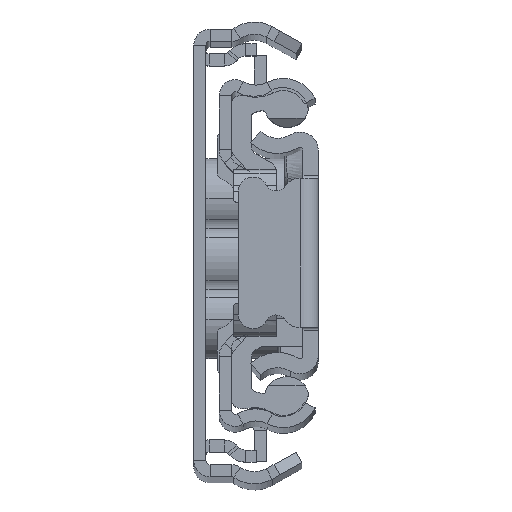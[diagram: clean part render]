
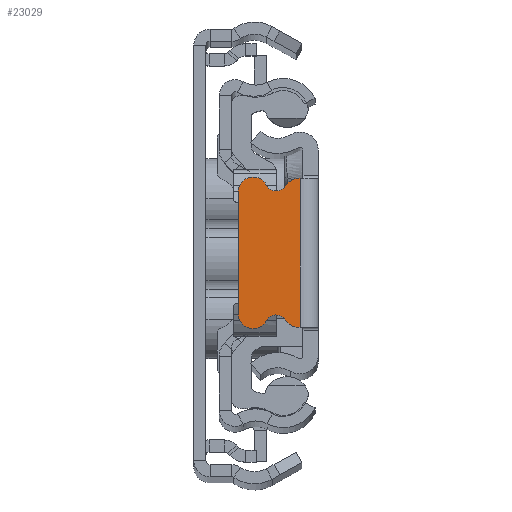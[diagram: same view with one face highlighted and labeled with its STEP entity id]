
A CAD part, top view. The second image highlights one B-rep face of the part: STEP entity #23029.
In plain terms, the highlighted planar face has unit normal (0, 0, 1).
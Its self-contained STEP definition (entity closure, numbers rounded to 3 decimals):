
#184 = ORIENTED_EDGE ( 'NONE', *, *, #22872, .F. ) ;
#490 = EDGE_CURVE ( 'NONE', #21745, #18628, #3026, .T. ) ;
#635 = PLANE ( 'NONE',  #6621 ) ;
#1872 = DIRECTION ( 'NONE',  ( 1., 0., 0. ) ) ;
#2284 = CARTESIAN_POINT ( 'NONE',  ( -6.429, -6., 0. ) ) ;
#2608 = VERTEX_POINT ( 'NONE', #8835 ) ;
#2777 = DIRECTION ( 'NONE',  ( 1., 0., 0. ) ) ;
#2978 = ORIENTED_EDGE ( 'NONE', *, *, #18969, .F. ) ;
#3026 = CIRCLE ( 'NONE', #24345, 1.1 ) ;
#3171 = ORIENTED_EDGE ( 'NONE', *, *, #21867, .T. ) ;
#3357 = CARTESIAN_POINT ( 'NONE',  ( -7.929, 6., 0. ) ) ;
#3553 = EDGE_CURVE ( 'NONE', #6599, #13839, #19440, .T. ) ;
#3640 = DIRECTION ( 'NONE',  ( -1., 0., 0. ) ) ;
#3687 = LINE ( 'NONE', #25340, #14539 ) ;
#4365 = DIRECTION ( 'NONE',  ( 0., 0., 1. ) ) ;
#4897 = VERTEX_POINT ( 'NONE', #17382 ) ;
#5224 = CARTESIAN_POINT ( 'NONE',  ( -1.929, 7.37, 0. ) ) ;
#5338 = CARTESIAN_POINT ( 'NONE',  ( -1.75, -7.37, 0. ) ) ;
#5574 = CARTESIAN_POINT ( 'NONE',  ( -6.429, 6., 0. ) ) ;
#6422 = ORIENTED_EDGE ( 'NONE', *, *, #11035, .T. ) ;
#6599 = VERTEX_POINT ( 'NONE', #5224 ) ;
#6621 = AXIS2_PLACEMENT_3D ( 'NONE', #21955, #4365, #12205 ) ;
#6623 = DIRECTION ( 'NONE',  ( 0., 0., -1. ) ) ;
#7827 = CIRCLE ( 'NONE', #15675, 1.5 ) ;
#7984 = CARTESIAN_POINT ( 'NONE',  ( -3.206, -6.658, 0. ) ) ;
#8104 = DIRECTION ( 'NONE',  ( 0., 0., 1. ) ) ;
#8225 = VECTOR ( 'NONE', #1872, 1000. ) ;
#8358 = DIRECTION ( 'NONE',  ( 1., 0., 0. ) ) ;
#8562 = CARTESIAN_POINT ( 'NONE',  ( -4.142, 7.236, 0. ) ) ;
#8835 = CARTESIAN_POINT ( 'NONE',  ( -7.929, -6., 0. ) ) ;
#9303 = EDGE_CURVE ( 'NONE', #18628, #4897, #23457, .T. ) ;
#9769 = CARTESIAN_POINT ( 'NONE',  ( -1.75, 0., 0. ) ) ;
#10411 = ORIENTED_EDGE ( 'NONE', *, *, #11347, .T. ) ;
#10428 = EDGE_LOOP ( 'NONE', ( #184, #13903, #6422, #3171, #13416, #20138, #10411, #15608, #16900, #2978 ) ) ;
#10490 = DIRECTION ( 'NONE',  ( 0., 0., 1. ) ) ;
#10611 = VERTEX_POINT ( 'NONE', #17740 ) ;
#11035 = EDGE_CURVE ( 'NONE', #6599, #10611, #13584, .T. ) ;
#11347 = EDGE_CURVE ( 'NONE', #2608, #21745, #20915, .T. ) ;
#11525 = DIRECTION ( 'NONE',  ( 0., -1., 0. ) ) ;
#11758 = EDGE_CURVE ( 'NONE', #18202, #12158, #7827, .T. ) ;
#12158 = VERTEX_POINT ( 'NONE', #3357 ) ;
#12205 = DIRECTION ( 'NONE',  ( 1., 0., 0. ) ) ;
#13416 = ORIENTED_EDGE ( 'NONE', *, *, #11758, .T. ) ;
#13584 = CIRCLE ( 'NONE', #20516, 1.5 ) ;
#13839 = VERTEX_POINT ( 'NONE', #15412 ) ;
#13881 = LINE ( 'NONE', #9769, #14032 ) ;
#13903 = ORIENTED_EDGE ( 'NONE', *, *, #3553, .F. ) ;
#14010 = DIRECTION ( 'NONE',  ( 0., 0., -1. ) ) ;
#14032 = VECTOR ( 'NONE', #23366, 1000. ) ;
#14222 = CARTESIAN_POINT ( 'NONE',  ( -5.109, -6.713, 0. ) ) ;
#14539 = VECTOR ( 'NONE', #11525, 1000. ) ;
#14946 = CARTESIAN_POINT ( 'NONE',  ( -5.109, 6.713, 0. ) ) ;
#15295 = AXIS2_PLACEMENT_3D ( 'NONE', #23988, #8104, #8358 ) ;
#15303 = CARTESIAN_POINT ( 'NONE',  ( -1.929, -7.37, 0. ) ) ;
#15412 = CARTESIAN_POINT ( 'NONE',  ( -1.75, 7.37, 0. ) ) ;
#15608 = ORIENTED_EDGE ( 'NONE', *, *, #490, .T. ) ;
#15675 = AXIS2_PLACEMENT_3D ( 'NONE', #5574, #16510, #3640 ) ;
#16383 = DIRECTION ( 'NONE',  ( 1., 0., 0. ) ) ;
#16510 = DIRECTION ( 'NONE',  ( 0., 0., 1. ) ) ;
#16900 = ORIENTED_EDGE ( 'NONE', *, *, #9303, .T. ) ;
#17382 = CARTESIAN_POINT ( 'NONE',  ( -1.929, -7.37, 0. ) ) ;
#17740 = CARTESIAN_POINT ( 'NONE',  ( -3.206, 6.658, 0. ) ) ;
#18095 = FACE_OUTER_BOUND ( 'NONE', #10428, .T. ) ;
#18110 = VERTEX_POINT ( 'NONE', #5338 ) ;
#18202 = VERTEX_POINT ( 'NONE', #14946 ) ;
#18321 = DIRECTION ( 'NONE',  ( -1., 0., 0. ) ) ;
#18553 = CIRCLE ( 'NONE', #24692, 1.1 ) ;
#18628 = VERTEX_POINT ( 'NONE', #7984 ) ;
#18969 = EDGE_CURVE ( 'NONE', #18110, #4897, #24764, .T. ) ;
#19440 = LINE ( 'NONE', #24819, #8225 ) ;
#20138 = ORIENTED_EDGE ( 'NONE', *, *, #25214, .T. ) ;
#20259 = CARTESIAN_POINT ( 'NONE',  ( -1.929, 5.87, 0. ) ) ;
#20516 = AXIS2_PLACEMENT_3D ( 'NONE', #20259, #10490, #18321 ) ;
#20915 = CIRCLE ( 'NONE', #22166, 1.5 ) ;
#21577 = DIRECTION ( 'NONE',  ( -1., 0., 0. ) ) ;
#21745 = VERTEX_POINT ( 'NONE', #14222 ) ;
#21867 = EDGE_CURVE ( 'NONE', #10611, #18202, #18553, .T. ) ;
#21955 = CARTESIAN_POINT ( 'NONE',  ( 344.071, 0., 0. ) ) ;
#21957 = DIRECTION ( 'NONE',  ( -1., 0., 0. ) ) ;
#22166 = AXIS2_PLACEMENT_3D ( 'NONE', #2284, #24064, #16383 ) ;
#22785 = VECTOR ( 'NONE', #21577, 1000. ) ;
#22872 = EDGE_CURVE ( 'NONE', #13839, #18110, #13881, .T. ) ;
#23029 = ADVANCED_FACE ( 'NONE', ( #18095 ), #635, .T. ) ;
#23366 = DIRECTION ( 'NONE',  ( 0., -1., 0. ) ) ;
#23457 = CIRCLE ( 'NONE', #15295, 1.5 ) ;
#23857 = CARTESIAN_POINT ( 'NONE',  ( -4.142, -7.236, 0. ) ) ;
#23988 = CARTESIAN_POINT ( 'NONE',  ( -1.929, -5.87, 0. ) ) ;
#24064 = DIRECTION ( 'NONE',  ( 0., 0., 1. ) ) ;
#24345 = AXIS2_PLACEMENT_3D ( 'NONE', #23857, #14010, #21957 ) ;
#24692 = AXIS2_PLACEMENT_3D ( 'NONE', #8562, #6623, #2777 ) ;
#24764 = LINE ( 'NONE', #15303, #22785 ) ;
#24819 = CARTESIAN_POINT ( 'NONE',  ( -1.929, 7.37, 0. ) ) ;
#25214 = EDGE_CURVE ( 'NONE', #12158, #2608, #3687, .T. ) ;
#25340 = CARTESIAN_POINT ( 'NONE',  ( -7.929, -6., 0. ) ) ;
